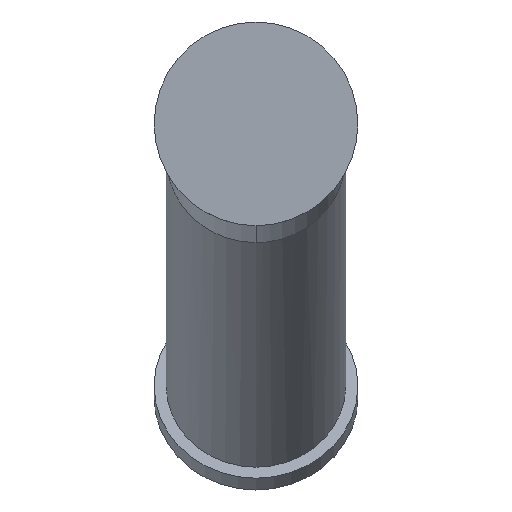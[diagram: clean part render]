
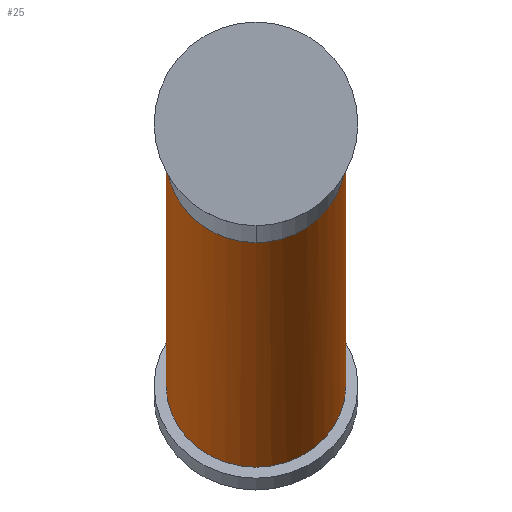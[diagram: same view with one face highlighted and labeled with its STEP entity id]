
A CAD part, top view. The second image highlights one B-rep face of the part: STEP entity #25.
In plain terms, the highlighted cylindrical face has radius 96.85 mm (diameter 193.7 mm), a partial arc.
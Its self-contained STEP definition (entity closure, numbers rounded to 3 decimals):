
#25 = ADVANCED_FACE ( 'Defeatured_0_0', ( #177 ), #274, .T. ) ;
#35 = EDGE_CURVE ( 'Defeatured_0_0+Defeatured_0_6+Defeatured_0_6+Defeatured_0_6', #617, #731, #348, .T. ) ;
#69 = VERTEX_POINT ( 'NONE', #668 ) ;
#73 = ORIENTED_EDGE ( 'NONE', *, *, #609, .T. ) ;
#89 = EDGE_CURVE ( 'NONE', #69, #632, #707, .T. ) ;
#98 = CARTESIAN_POINT ( 'NONE',  ( 0., -127.815, -241.204 ) ) ;
#100 = CARTESIAN_POINT ( 'NONE',  ( -96.85, -89.6, -254.176 ) ) ;
#101 = ORIENTED_EDGE ( 'NONE', *, *, #568, .T. ) ;
#111 = CIRCLE ( 'NONE', #170, 96.85 ) ;
#118 = CARTESIAN_POINT ( 'NONE',  ( 96.85, -35.556, -272.521 ) ) ;
#150 = CARTESIAN_POINT ( 'NONE',  ( -96.85, -35.556, -272.521 ) ) ;
#151 = DIRECTION ( 'NONE',  ( 0., -0.423, -0.906 ) ) ;
#157 = DIRECTION ( 'NONE',  ( 1., 0., 0. ) ) ;
#170 = AXIS2_PLACEMENT_3D ( 'NONE', #529, #186, #157 ) ;
#173 = EDGE_LOOP ( 'NONE', ( #545, #202, #720, #101, #73 ) ) ;
#177 = FACE_OUTER_BOUND ( 'NONE', #173, .T. ) ;
#179 = CARTESIAN_POINT ( 'NONE',  ( 0., -127.815, -241.204 ) ) ;
#186 = DIRECTION ( 'NONE',  ( 0., 0.423, 0.906 ) ) ;
#193 =( BOUNDED_CURVE ( )  B_SPLINE_CURVE ( 3, ( #118, #401, #338, #179 ),
 .UNSPECIFIED., .F., .F. ) 
 B_SPLINE_CURVE_WITH_KNOTS ( ( 4, 4 ),
 ( 1.571, 3.142 ),
 .UNSPECIFIED. ) 
 CURVE ( )  GEOMETRIC_REPRESENTATION_ITEM ( )  RATIONAL_B_SPLINE_CURVE ( ( 1., 0.805, 0.805, 1. ) ) 
 REPRESENTATION_ITEM ( '' )  );
#202 = ORIENTED_EDGE ( 'NONE', *, *, #381, .T. ) ;
#205 = CARTESIAN_POINT ( 'NONE',  ( 96.85, -246.865, -725.675 ) ) ;
#210 = CARTESIAN_POINT ( 'NONE',  ( 0., -127.815, -241.204 ) ) ;
#221 = CARTESIAN_POINT ( 'NONE',  ( -96.85, -281.578, -800.118 ) ) ;
#229 = CARTESIAN_POINT ( 'NONE',  ( 96.85, -281.578, -800.118 ) ) ;
#270 = AXIS2_PLACEMENT_3D ( 'NONE', #478, #151, #434 ) ;
#274 = CYLINDRICAL_SURFACE ( 'NONE', #270, 96.85 ) ;
#298 = VERTEX_POINT ( 'NONE', #221 ) ;
#322 = DIRECTION ( 'NONE',  ( 0., -0.423, -0.906 ) ) ;
#338 = CARTESIAN_POINT ( 'NONE',  ( 56.733, -127.815, -241.204 ) ) ;
#342 = VECTOR ( 'NONE', #355, 1000. ) ;
#348 =( BOUNDED_CURVE ( )  B_SPLINE_CURVE ( 3, ( #210, #428, #100, #150 ),
 .UNSPECIFIED., .F., .T. ) 
 B_SPLINE_CURVE_WITH_KNOTS ( ( 4, 4 ),
 ( 3.142, 4.712 ),
 .UNSPECIFIED. ) 
 CURVE ( )  GEOMETRIC_REPRESENTATION_ITEM ( )  RATIONAL_B_SPLINE_CURVE ( ( 1., 0.805, 0.805, 1. ) ) 
 REPRESENTATION_ITEM ( '' )  );
#355 = DIRECTION ( 'NONE',  ( 0., -0.423, -0.906 ) ) ;
#370 = LINE ( 'NONE', #409, #342 ) ;
#381 = EDGE_CURVE ( 'Defeatured_0_0+Defeatured_0_6+Defeatured_0_6+Defeatured_0_6', #69, #617, #193, .T. ) ;
#401 = CARTESIAN_POINT ( 'NONE',  ( 96.85, -89.6, -254.176 ) ) ;
#409 = CARTESIAN_POINT ( 'NONE',  ( -96.85, -246.865, -725.675 ) ) ;
#415 = CARTESIAN_POINT ( 'NONE',  ( -96.85, -35.556, -272.521 ) ) ;
#428 = CARTESIAN_POINT ( 'NONE',  ( -56.733, -127.815, -241.204 ) ) ;
#434 = DIRECTION ( 'NONE',  ( -1., 0., 0. ) ) ;
#478 = CARTESIAN_POINT ( 'NONE',  ( 0., -246.865, -725.675 ) ) ;
#513 = VECTOR ( 'NONE', #322, 1000. ) ;
#529 = CARTESIAN_POINT ( 'NONE',  ( 0., -281.578, -800.118 ) ) ;
#545 = ORIENTED_EDGE ( 'NONE', *, *, #89, .F. ) ;
#568 = EDGE_CURVE ( 'NONE', #731, #298, #370, .T. ) ;
#609 = EDGE_CURVE ( 'Defeatured_0_0+Defeatured_0_4+Defeatured_0_4+Defeatured_0_4', #298, #632, #111, .T. ) ;
#617 = VERTEX_POINT ( 'NONE', #98 ) ;
#632 = VERTEX_POINT ( 'NONE', #229 ) ;
#668 = CARTESIAN_POINT ( 'NONE',  ( 96.85, -35.556, -272.521 ) ) ;
#707 = LINE ( 'NONE', #205, #513 ) ;
#720 = ORIENTED_EDGE ( 'NONE', *, *, #35, .T. ) ;
#731 = VERTEX_POINT ( 'NONE', #415 ) ;
